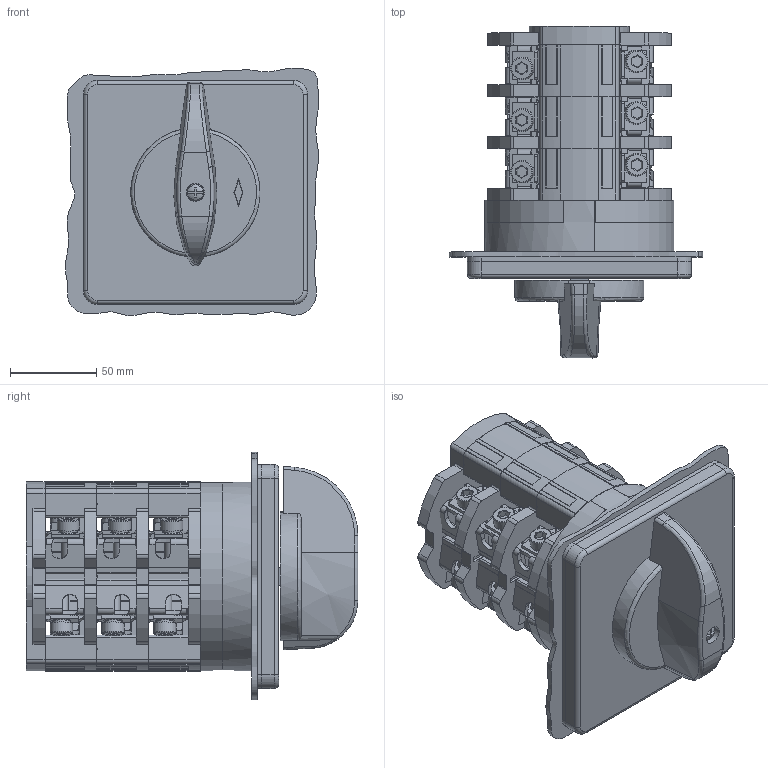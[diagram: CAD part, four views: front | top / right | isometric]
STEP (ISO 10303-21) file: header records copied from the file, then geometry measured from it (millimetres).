
FILE_DESCRIPTION((''),'2;1');
FILE_NAME('CA1000007PL4_ASM','2023-08-01T17:59:08',('alessandro.mingotti'),(''),'CREO PARAMETRIC BY PTC INC, 2022014','CREO PARAMETRIC BY PTC INC, 2022014','');
FILE_SCHEMA(('CONFIG_CONTROL_DESIGN'));
Products named in the file (27): 3101; 2244; 3382; 3129-002; 3103; CA_SIZE5_SCATTO_PIENA_ASM; 3111; 3112; 6546_011; G039_ASM; 3313; 4895-010; CA_S5_GR_BASETTA_ASM; 3128_PIENO; VAFA1000007042_ASM; 4349-001; 5046; 3124-1; 2765; 2766; 2767; VAG081_ASM; 5122-007; VAG034N_ASM; PANNELLO-PL4; VAG-PL4_ASM; CA1000007PL4_ASM
Assembly tree (38 placements, depth 5):
  CA1000007PL4_ASM
    VAFA1000007042_ASM
      CA_SIZE5_SCATTO_PIENA_ASM
        3101
        2244  x2
        3382
        3129-002
        3103
      CA_S5_GR_BASETTA_ASM  x3
        3111
        G039_ASM
          3112
          6546_011
        3313
        4895-010
      3128_PIENO
    VAG-PL4_ASM
      4349-001
      5046
      3124-1
      VAG034N_ASM
        2765
        VAG081_ASM
          2766
          2767
        5122-007
      PANNELLO-PL4
Bounding box: 147.02 x 192.5 x 143.59 mm (x, y, z)
Volume: 1019872.6 mm3; surface area: 460916.2 mm2
Topology: 67 solids, 95 shells, 4929 faces, 13128 edges, 8545 vertices
Faces by surface type: plane 3197, cylinder 1390, cone 162, torus 120, bspline 32, sphere 26, extrusion 2
Entity records: 69551 total; most frequent: CARTESIAN_POINT 15209, ORIENTED_EDGE 11292, DIRECTION 11038, EDGE_CURVE 5656, VECTOR 4206, LINE 4204, VERTEX_POINT 3720, AXIS2_PLACEMENT_3D 3416
